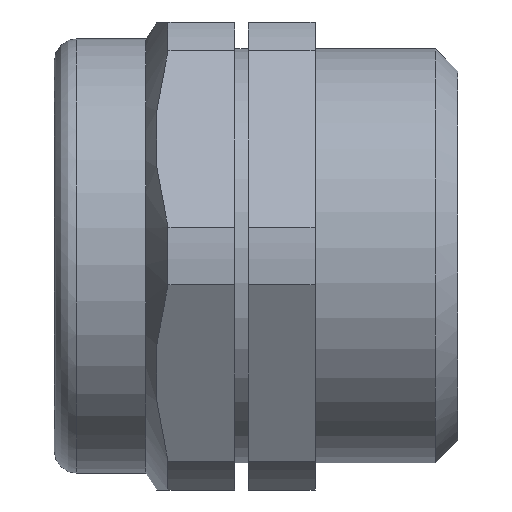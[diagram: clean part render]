
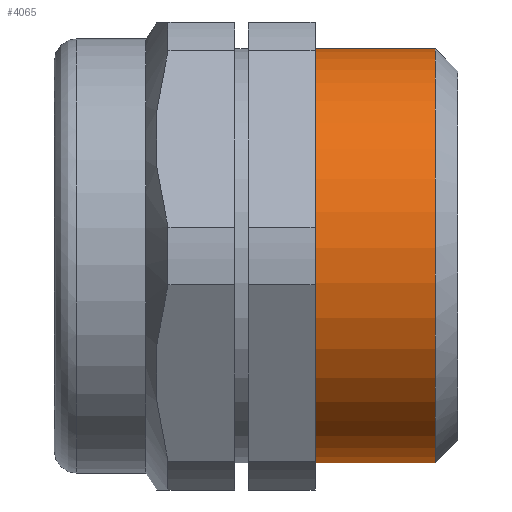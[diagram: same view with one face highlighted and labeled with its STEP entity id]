
A CAD part, left-side view. The second image highlights one B-rep face of the part: STEP entity #4065.
In plain terms, the highlighted free-form (B-spline) face has degree [2, 1] with [7, 2] control points.
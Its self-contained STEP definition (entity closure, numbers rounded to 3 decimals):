
#3993=CARTESIAN_POINT('V56',(9.3,6.4,0.0)
   );
#3994=VERTEX_POINT('V56',#3993);
#3995=CARTESIAN_POINT('E83',(9.3,6.4,0.0)
   );
#3996=CARTESIAN_POINT('E83',(9.3,6.4,
   -16.108));
#3997=CARTESIAN_POINT('E83',(-4.65,6.4,
   -8.054));
#3998=CARTESIAN_POINT('E83',(-18.6,6.4,
   0.));
#3999=CARTESIAN_POINT('E83',(-4.65,6.4,
   8.054));
#4000=CARTESIAN_POINT('E83',(9.3,6.4,
   16.108));
#4001=CARTESIAN_POINT('E83',(9.3,6.4,0.0)
   );
#4009=(BOUNDED_CURVE()B_SPLINE_CURVE(2,(#3995,#3996,#3997,#3998,
   #3999,#4000,#4001),.CIRCULAR_ARC.,.T.,.U.)
   B_SPLINE_CURVE_WITH_KNOTS((3,2,2,3),(0.0,0.333,
   0.667,1.0),.UNSPECIFIED.)CURVE()
   GEOMETRIC_REPRESENTATION_ITEM()RATIONAL_B_SPLINE_CURVE((1.0,
   0.5,1.0,0.5,1.0,0.5,1.0)
   )REPRESENTATION_ITEM('E83'));
#4010=EDGE_CURVE('E83',#3994,#3994,#4009,.T.);
#4015=CARTESIAN_POINT('F39',(9.3,6.4,0.0)
   );
#4016=CARTESIAN_POINT('F39',(9.3,6.4,
   16.108));
#4017=CARTESIAN_POINT('F39',(-4.65,6.4,
   8.054));
#4018=CARTESIAN_POINT('F39',(-18.6,6.4,
   0.));
#4019=CARTESIAN_POINT('F39',(-4.65,6.4,
   -8.054));
#4020=CARTESIAN_POINT('F39',(9.3,6.4,
   -16.108));
#4021=CARTESIAN_POINT('F39',(9.3,6.4,0.0)
   );
#4022=CARTESIAN_POINT('F39',(9.3,1.,0.0)
   );
#4023=CARTESIAN_POINT('F39',(9.3,1.,
   16.108));
#4024=CARTESIAN_POINT('F39',(-4.65,1.,
   8.054));
#4025=CARTESIAN_POINT('F39',(-18.6,1.,
   0.));
#4026=CARTESIAN_POINT('F39',(-4.65,1.,
   -8.054));
#4027=CARTESIAN_POINT('F39',(9.3,1.,
   -16.108));
#4028=CARTESIAN_POINT('F39',(9.3,1.,0.0)
   );
#4036=(BOUNDED_SURFACE()B_SPLINE_SURFACE(2,1,((#4015,#4022),(
   #4016,#4023),(#4017,#4024),(#4018,#4025),(#4019,#4026),(
   #4020,#4027),(#4021,#4028)),.CYLINDRICAL_SURF.,.T.,.F.,.U.)
   B_SPLINE_SURFACE_WITH_KNOTS((3,2,2,3),(2,2),(0.0,
   5.966,11.932,17.898),(0.0,
   1.0),.UNSPECIFIED.)GEOMETRIC_REPRESENTATION_ITEM()
   RATIONAL_B_SPLINE_SURFACE(((1.0,1.0),(0.5,
   0.5),(1.0,1.0),(0.5,
   0.5),(1.0,1.0),(0.5,
   0.5),(1.0,1.0)))REPRESENTATION_ITEM('F39')SURFACE(
   ));
#4037=CARTESIAN_POINT('V65',(9.3,1.,0.0)
   );
#4038=VERTEX_POINT('V65',#4037);
#4039=CARTESIAN_POINT('E98',(9.3,1.,0.0)
   );
#4040=CARTESIAN_POINT('E98',(9.3,6.4,0.0)
   );
#4041=QUASI_UNIFORM_CURVE('E98',1,(#4039,#4040),.POLYLINE_FORM.,.F.,
   .U.);
#4042=EDGE_CURVE('E98',#4038,#3994,#4041,.T.);
#4043=ORIENTED_EDGE('E98',*,*,#4042,.T.);
#4044=ORIENTED_EDGE('F29',*,*,#4010,.F.);
#4045=ORIENTED_EDGE('E98',*,*,#4042,.F.);
#4046=CARTESIAN_POINT('E99',(9.3,1.,0.0)
   );
#4047=CARTESIAN_POINT('E99',(9.3,1.,
   -16.108));
#4048=CARTESIAN_POINT('E99',(-4.65,1.,
   -8.054));
#4049=CARTESIAN_POINT('E99',(-18.6,1.,
   0.));
#4050=CARTESIAN_POINT('E99',(-4.65,1.,
   8.054));
#4051=CARTESIAN_POINT('E99',(9.3,1.,
   16.108));
#4052=CARTESIAN_POINT('E99',(9.3,1.,0.0)
   );
#4060=(BOUNDED_CURVE()B_SPLINE_CURVE(2,(#4046,#4047,#4048,#4049,
   #4050,#4051,#4052),.CIRCULAR_ARC.,.T.,.U.)
   B_SPLINE_CURVE_WITH_KNOTS((3,2,2,3),(0.0,5.966,
   11.932,17.898),.UNSPECIFIED.)CURVE()
   GEOMETRIC_REPRESENTATION_ITEM()RATIONAL_B_SPLINE_CURVE((1.0,
   0.5,1.0,0.5,1.0,0.5,1.0)
   )REPRESENTATION_ITEM('E99'));
#4061=EDGE_CURVE('E99',#4038,#4038,#4060,.T.);
#4062=ORIENTED_EDGE('E99',*,*,#4061,.T.);
#4063=EDGE_LOOP('F39',(#4043,#4044,#4045,#4062));
#4064=FACE_OUTER_BOUND('F39',#4063,.T.);
#4065=ADVANCED_FACE('F39',(#4064),#4036,.T.);
